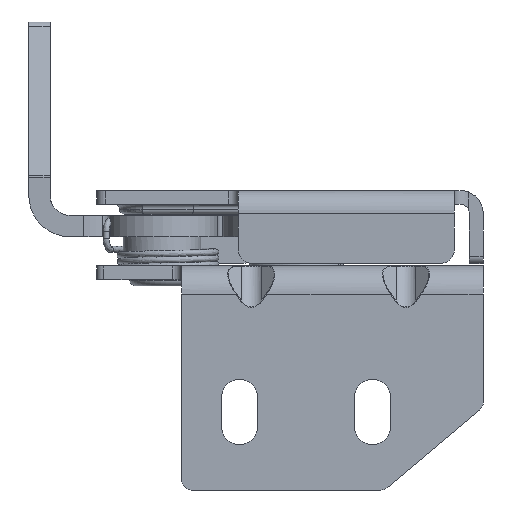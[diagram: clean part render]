
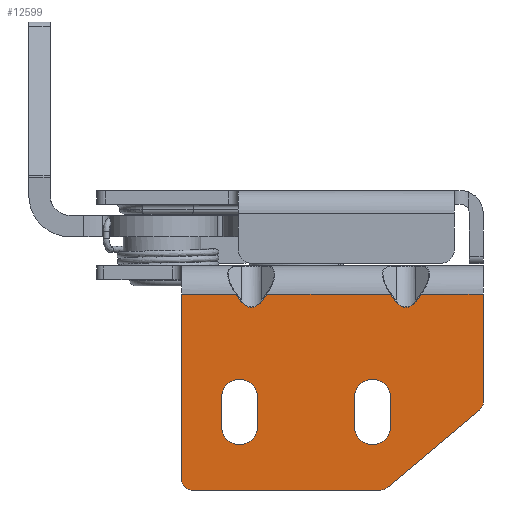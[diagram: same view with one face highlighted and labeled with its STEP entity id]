
A CAD part, front view. The second image highlights one B-rep face of the part: STEP entity #12599.
In plain terms, the highlighted planar face has unit normal (0, -1, 0).
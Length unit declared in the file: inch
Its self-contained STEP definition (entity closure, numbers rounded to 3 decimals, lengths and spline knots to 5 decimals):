
#57=ELLIPSE('',#13393,0.13393,0.0947);
#58=ELLIPSE('',#13394,0.13393,0.0947);
#106=PLANE('',#13392);
#508=FACE_BOUND('',#3950,.T.);
#509=FACE_BOUND('',#3951,.T.);
#732=LINE('',#20317,#1959);
#737=LINE('',#20331,#1964);
#739=LINE('',#20337,#1966);
#740=LINE('',#20339,#1967);
#741=LINE('',#20341,#1968);
#742=LINE('',#20345,#1969);
#743=LINE('',#20347,#1970);
#744=LINE('',#20349,#1971);
#745=LINE('',#20353,#1972);
#746=LINE('',#20354,#1973);
#747=LINE('',#20355,#1974);
#748=LINE('',#20358,#1975);
#749=LINE('',#20362,#1976);
#750=LINE('',#20368,#1977);
#751=LINE('',#20371,#1978);
#1959=VECTOR('',#14583,0.3937);
#1964=VECTOR('',#14598,0.3937);
#1966=VECTOR('',#14606,0.3937);
#1967=VECTOR('',#14607,0.3937);
#1968=VECTOR('',#14608,0.3937);
#1969=VECTOR('',#14611,0.3937);
#1970=VECTOR('',#14612,0.3937);
#1971=VECTOR('',#14613,0.3937);
#1972=VECTOR('',#14616,0.3937);
#1973=VECTOR('',#14617,0.3937);
#1974=VECTOR('',#14618,0.3937);
#1975=VECTOR('',#14619,0.3937);
#1976=VECTOR('',#14622,0.3937);
#1977=VECTOR('',#14627,0.3937);
#1978=VECTOR('',#14630,0.3937);
#3273=FACE_OUTER_BOUND('',#3949,.T.);
#3949=EDGE_LOOP('',(#8507,#8508,#8509,#8510,#8511,#8512,#8513,#8514,#8515,
#8516,#8517,#8518,#8519,#8520,#8521,#8522));
#3950=EDGE_LOOP('',(#8523,#8524,#8525,#8526));
#3951=EDGE_LOOP('',(#8527,#8528,#8529,#8530));
#4684=CIRCLE('',#13373,0.063);
#4692=CIRCLE('',#13386,0.063);
#4693=CIRCLE('',#13388,0.063);
#4696=CIRCLE('',#13395,0.117);
#4697=CIRCLE('',#13396,0.117);
#4698=CIRCLE('',#13397,0.117);
#4699=CIRCLE('',#13398,0.117);
#5344=VERTEX_POINT('',#20261);
#5345=VERTEX_POINT('',#20262);
#5370=VERTEX_POINT('',#20316);
#5371=VERTEX_POINT('',#20320);
#5372=VERTEX_POINT('',#20324);
#5373=VERTEX_POINT('',#20326);
#5374=VERTEX_POINT('',#20330);
#5375=VERTEX_POINT('',#20336);
#5376=VERTEX_POINT('',#20338);
#5377=VERTEX_POINT('',#20340);
#5378=VERTEX_POINT('',#20342);
#5379=VERTEX_POINT('',#20344);
#5380=VERTEX_POINT('',#20346);
#5381=VERTEX_POINT('',#20348);
#5382=VERTEX_POINT('',#20350);
#5383=VERTEX_POINT('',#20352);
#5384=VERTEX_POINT('',#20356);
#5385=VERTEX_POINT('',#20357);
#5386=VERTEX_POINT('',#20359);
#5387=VERTEX_POINT('',#20361);
#5388=VERTEX_POINT('',#20364);
#5389=VERTEX_POINT('',#20365);
#5390=VERTEX_POINT('',#20367);
#5391=VERTEX_POINT('',#20369);
#6553=EDGE_CURVE('',#5344,#5345,#4684,.T.);
#6580=EDGE_CURVE('',#5345,#5370,#732,.T.);
#6582=EDGE_CURVE('',#5370,#5371,#4692,.T.);
#6585=EDGE_CURVE('',#5372,#5373,#4693,.T.);
#6587=EDGE_CURVE('',#5374,#5373,#737,.T.);
#6591=EDGE_CURVE('',#5375,#5344,#739,.T.);
#6592=EDGE_CURVE('',#5375,#5376,#740,.T.);
#6593=EDGE_CURVE('',#5376,#5377,#741,.T.);
#6594=EDGE_CURVE('',#5377,#5378,#57,.T.);
#6595=EDGE_CURVE('',#5378,#5379,#742,.T.);
#6596=EDGE_CURVE('',#5379,#5380,#743,.T.);
#6597=EDGE_CURVE('',#5380,#5381,#744,.T.);
#6598=EDGE_CURVE('',#5381,#5382,#58,.T.);
#6599=EDGE_CURVE('',#5382,#5383,#745,.T.);
#6600=EDGE_CURVE('',#5383,#5374,#746,.T.);
#6601=EDGE_CURVE('',#5371,#5372,#747,.T.);
#6602=EDGE_CURVE('',#5384,#5385,#748,.T.);
#6603=EDGE_CURVE('',#5386,#5384,#4696,.T.);
#6604=EDGE_CURVE('',#5387,#5386,#749,.T.);
#6605=EDGE_CURVE('',#5385,#5387,#4697,.T.);
#6606=EDGE_CURVE('',#5388,#5389,#4698,.T.);
#6607=EDGE_CURVE('',#5390,#5388,#750,.T.);
#6608=EDGE_CURVE('',#5391,#5390,#4699,.T.);
#6609=EDGE_CURVE('',#5389,#5391,#751,.T.);
#8507=ORIENTED_EDGE('',*,*,#6553,.F.);
#8508=ORIENTED_EDGE('',*,*,#6591,.F.);
#8509=ORIENTED_EDGE('',*,*,#6592,.T.);
#8510=ORIENTED_EDGE('',*,*,#6593,.T.);
#8511=ORIENTED_EDGE('',*,*,#6594,.T.);
#8512=ORIENTED_EDGE('',*,*,#6595,.T.);
#8513=ORIENTED_EDGE('',*,*,#6596,.T.);
#8514=ORIENTED_EDGE('',*,*,#6597,.T.);
#8515=ORIENTED_EDGE('',*,*,#6598,.T.);
#8516=ORIENTED_EDGE('',*,*,#6599,.T.);
#8517=ORIENTED_EDGE('',*,*,#6600,.T.);
#8518=ORIENTED_EDGE('',*,*,#6587,.T.);
#8519=ORIENTED_EDGE('',*,*,#6585,.F.);
#8520=ORIENTED_EDGE('',*,*,#6601,.F.);
#8521=ORIENTED_EDGE('',*,*,#6582,.F.);
#8522=ORIENTED_EDGE('',*,*,#6580,.F.);
#8523=ORIENTED_EDGE('',*,*,#6602,.F.);
#8524=ORIENTED_EDGE('',*,*,#6603,.F.);
#8525=ORIENTED_EDGE('',*,*,#6604,.F.);
#8526=ORIENTED_EDGE('',*,*,#6605,.F.);
#8527=ORIENTED_EDGE('',*,*,#6606,.F.);
#8528=ORIENTED_EDGE('',*,*,#6607,.F.);
#8529=ORIENTED_EDGE('',*,*,#6608,.F.);
#8530=ORIENTED_EDGE('',*,*,#6609,.F.);
#12599=ADVANCED_FACE('',(#3273,#508,#509),#106,.F.);
#13373=AXIS2_PLACEMENT_3D('',#20263,#14542,#14543);
#13386=AXIS2_PLACEMENT_3D('',#20321,#14587,#14588);
#13388=AXIS2_PLACEMENT_3D('',#20327,#14593,#14594);
#13392=AXIS2_PLACEMENT_3D('',#20335,#14604,#14605);
#13393=AXIS2_PLACEMENT_3D('',#20343,#14609,#14610);
#13394=AXIS2_PLACEMENT_3D('',#20351,#14614,#14615);
#13395=AXIS2_PLACEMENT_3D('',#20360,#14620,#14621);
#13396=AXIS2_PLACEMENT_3D('',#20363,#14623,#14624);
#13397=AXIS2_PLACEMENT_3D('',#20366,#14625,#14626);
#13398=AXIS2_PLACEMENT_3D('',#20370,#14628,#14629);
#14542=DIRECTION('center_axis',(0.,1.,0.));
#14543=DIRECTION('ref_axis',(0.906,0.,-0.423));
#14583=DIRECTION('',(-0.766,0.,-0.643));
#14587=DIRECTION('center_axis',(0.,1.,0.));
#14588=DIRECTION('ref_axis',(0.342,0.,-0.94));
#14593=DIRECTION('center_axis',(0.,1.,0.));
#14594=DIRECTION('ref_axis',(-0.707,0.,-0.707));
#14598=DIRECTION('',(0.,0.,-1.));
#14604=DIRECTION('center_axis',(0.,1.,0.));
#14605=DIRECTION('ref_axis',(0.,0.,
-1.));
#14606=DIRECTION('',(0.,0.,-1.));
#14607=DIRECTION('',(-1.,0.,0.));
#14608=DIRECTION('',(-0.577,0.,-0.816));
#14609=DIRECTION('center_axis',(0.,1.,0.));
#14610=DIRECTION('ref_axis',(0.,0.,
-1.));
#14611=DIRECTION('',(-0.577,0.,0.816));
#14612=DIRECTION('',(-1.,0.,0.));
#14613=DIRECTION('',(-0.577,0.,-0.816));
#14614=DIRECTION('center_axis',(0.,1.,0.));
#14615=DIRECTION('ref_axis',(0.,0.,
-1.));
#14616=DIRECTION('',(-0.577,0.,0.816));
#14617=DIRECTION('',(-1.,0.,0.));
#14618=DIRECTION('',(-1.,0.,0.));
#14619=DIRECTION('',(0.,0.,1.));
#14620=DIRECTION('center_axis',(0.,-1.,0.));
#14621=DIRECTION('ref_axis',(1.,0.,0.));
#14622=DIRECTION('',(0.,0.,-1.));
#14623=DIRECTION('center_axis',(0.,-1.,0.));
#14624=DIRECTION('ref_axis',(-1.,0.,0.));
#14625=DIRECTION('center_axis',(0.,-1.,0.));
#14626=DIRECTION('ref_axis',(1.,0.,0.));
#14627=DIRECTION('',(0.,0.,1.));
#14628=DIRECTION('center_axis',(0.,-1.,0.));
#14629=DIRECTION('ref_axis',(-1.,0.,0.));
#14630=DIRECTION('',(0.,0.,-1.));
#20261=CARTESIAN_POINT('',(1.202,-0.947,-1.37182));
#20262=CARTESIAN_POINT('',(1.1795,-0.947,-1.42008));
#20263=CARTESIAN_POINT('Origin',(1.139,-0.947,-1.37182));
#20316=CARTESIAN_POINT('',(0.58079,-0.947,-1.92246));
#20317=CARTESIAN_POINT('',(1.42703,-0.947,-1.21238));
#20320=CARTESIAN_POINT('',(0.54029,-0.947,-1.9372));
#20321=CARTESIAN_POINT('Origin',(0.54029,-0.947,-1.8742));
#20324=CARTESIAN_POINT('',(-0.685,-0.947,-1.9372));
#20326=CARTESIAN_POINT('',(-0.748,-0.947,-1.8742));
#20327=CARTESIAN_POINT('Origin',(-0.685,-0.947,
-1.8742));
#20330=CARTESIAN_POINT('',(-0.748,-0.947,-0.6709));
#20331=CARTESIAN_POINT('',(-0.748,-0.947,-0.4872));
#20335=CARTESIAN_POINT('Origin',(1.202,-0.947,-0.4872));
#20336=CARTESIAN_POINT('',(1.202,-0.947,-0.6709));
#20337=CARTESIAN_POINT('',(1.202,-0.947,-0.4872));
#20338=CARTESIAN_POINT('',(0.80173,-0.947,-0.6709));
#20339=CARTESIAN_POINT('',(0.64055,-0.947,-0.6709));
#20340=CARTESIAN_POINT('',(0.76896,-0.947,-0.71724));
#20341=CARTESIAN_POINT('',(0.95074,-0.947,-0.46018));
#20342=CARTESIAN_POINT('',(0.63504,-0.947,-0.71724));
#20343=CARTESIAN_POINT('Origin',(0.702,-0.947,-0.62254));
#20344=CARTESIAN_POINT('',(0.60227,-0.947,-0.6709));
#20345=CARTESIAN_POINT('',(0.66993,-0.947,-0.76659));
#20346=CARTESIAN_POINT('',(-0.19827,-0.947,-0.6709));
#20347=CARTESIAN_POINT('',(0.64055,-0.947,-0.6709));
#20348=CARTESIAN_POINT('',(-0.23104,-0.947,-0.71724));
#20349=CARTESIAN_POINT('',(0.1174,-0.947,-0.22447));
#20350=CARTESIAN_POINT('',(-0.36496,-0.947,-0.71724));
#20351=CARTESIAN_POINT('Origin',(-0.298,-0.947,-0.62254));
#20352=CARTESIAN_POINT('',(-0.39773,-0.947,-0.6709));
#20353=CARTESIAN_POINT('',(-0.1634,-0.947,-1.00229));
#20354=CARTESIAN_POINT('',(0.64055,-0.947,-0.6709));
#20355=CARTESIAN_POINT('',(-0.748,-0.947,-1.9372));
#20356=CARTESIAN_POINT('',(-0.257,-0.947,-1.5272));
#20357=CARTESIAN_POINT('',(-0.257,-0.947,-1.3382));
#20358=CARTESIAN_POINT('',(-0.257,-0.947,-1.0072));
#20359=CARTESIAN_POINT('',(-0.491,-0.947,-1.5272));
#20360=CARTESIAN_POINT('Origin',(-0.374,-0.947,
-1.5272));
#20361=CARTESIAN_POINT('',(-0.491,-0.947,-1.3382));
#20362=CARTESIAN_POINT('',(-0.491,-0.947,-0.9127));
#20363=CARTESIAN_POINT('Origin',(-0.374,-0.947,
-1.3382));
#20364=CARTESIAN_POINT('',(0.603,-0.947,-1.3382));
#20365=CARTESIAN_POINT('',(0.369,-0.947,-1.3382));
#20366=CARTESIAN_POINT('Origin',(0.486,-0.947,-1.3382));
#20367=CARTESIAN_POINT('',(0.603,-0.947,-1.5272));
#20368=CARTESIAN_POINT('',(0.603,-0.947,-1.0072));
#20369=CARTESIAN_POINT('',(0.369,-0.947,-1.5272));
#20370=CARTESIAN_POINT('Origin',(0.486,-0.947,-1.5272));
#20371=CARTESIAN_POINT('',(0.369,-0.947,-0.9127));
